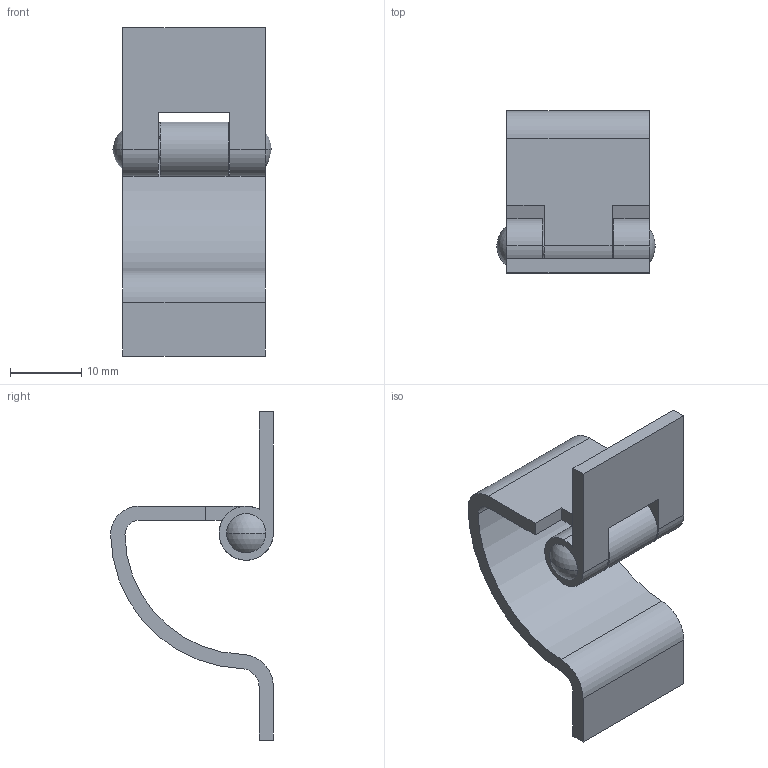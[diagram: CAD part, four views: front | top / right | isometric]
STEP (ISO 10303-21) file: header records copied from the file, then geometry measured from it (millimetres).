
FILE_DESCRIPTION (( 'STEP AP203' ), '1' );
FILE_NAME ('B-8-16.STEP', '2008-12-16T01:30:32', ( ' ' ), ( ' ' ), 'SwSTEP 2.0', 'SolidWorks 2007', '' );
FILE_SCHEMA (( 'CONFIG_CONTROL_DESIGN' ));
Length unit declared in the file: millimetre
Products named in the file (4): B-8-16; B-8-16幉__棉太倌; B-8-16僸儞僕A__棉太倌; B-8-16僸儞僕B__棉太倌
Assembly tree (3 placements, depth 2):
  B-8-16
    B-8-16僸儞僕A__棉太倌
    B-8-16僸儞僕B__棉太倌
    B-8-16幉__棉太倌
Bounding box: 22.2 x 22.8 x 46 mm (x, y, z)
Volume: 3620.2 mm3; surface area: 4300 mm2
Topology: 3 solids, 3 shells, 46 faces, 116 edges, 78 vertices
Faces by surface type: cylinder 21, plane 21, sphere 4
Entity records: 1832 total; most frequent: DIRECTION 270, CARTESIAN_POINT 246, ORIENTED_EDGE 232, EDGE_CURVE 116, AXIS2_PLACEMENT_3D 102, VERTEX_POINT 78, VECTOR 66, LINE 66
